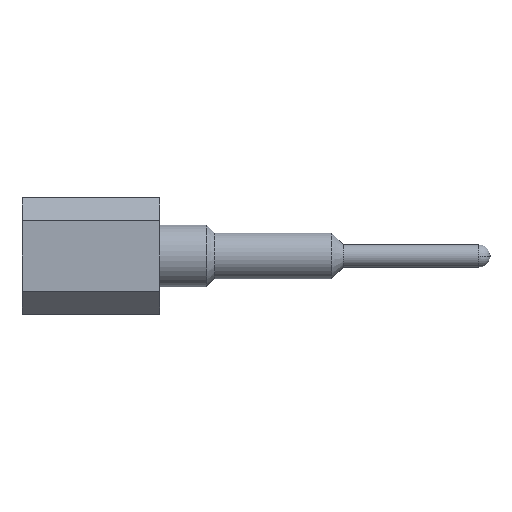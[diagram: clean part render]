
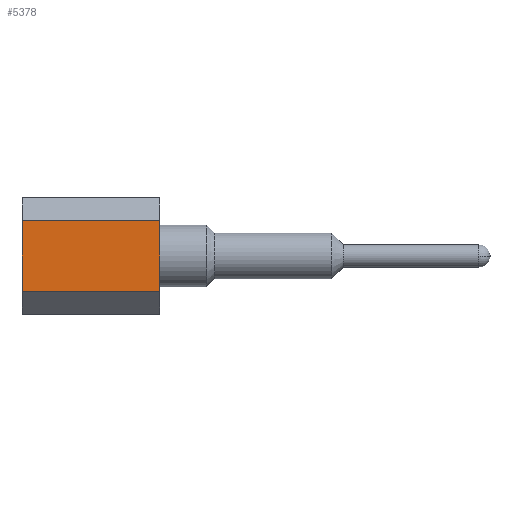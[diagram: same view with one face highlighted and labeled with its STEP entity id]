
A CAD part, left-side view. The second image highlights one B-rep face of the part: STEP entity #5378.
In plain terms, the highlighted planar face has unit normal (-1, 0, 0).
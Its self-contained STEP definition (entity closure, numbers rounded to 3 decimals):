
#98 = AXIS2_PLACEMENT_3D ( 'NONE', #3206, #6869, #4193 ) ;
#176 = LINE ( 'NONE', #1828, #4647 ) ;
#330 = CARTESIAN_POINT ( 'NONE',  ( -6.35, 7., -0.77 ) ) ;
#333 = CARTESIAN_POINT ( 'NONE',  ( -6.35, 7., -0.77 ) ) ;
#514 = EDGE_CURVE ( 'NONE', #4276, #2507, #176, .T. ) ;
#875 = CARTESIAN_POINT ( 'NONE',  ( -6.35, 4., -0.77 ) ) ;
#1825 = EDGE_LOOP ( 'NONE', ( #3910, #4593, #6642, #3319 ) ) ;
#1828 = CARTESIAN_POINT ( 'NONE',  ( -6.35, 7., 0.77 ) ) ;
#2507 = VERTEX_POINT ( 'NONE', #6824 ) ;
#2891 = EDGE_CURVE ( 'NONE', #5005, #5085, #5895, .T. ) ;
#3206 = CARTESIAN_POINT ( 'NONE',  ( -6.35, 7., -0.77 ) ) ;
#3262 = EDGE_CURVE ( 'NONE', #5005, #4276, #6215, .T. ) ;
#3319 = ORIENTED_EDGE ( 'NONE', *, *, #2891, .T. ) ;
#3364 = VECTOR ( 'NONE', #4118, 1000. ) ;
#3697 = LINE ( 'NONE', #875, #3364 ) ;
#3910 = ORIENTED_EDGE ( 'NONE', *, *, #4138, .T. ) ;
#4075 = VECTOR ( 'NONE', #5489, 1000. ) ;
#4116 = FACE_OUTER_BOUND ( 'NONE', #1825, .T. ) ;
#4118 = DIRECTION ( 'NONE',  ( 0., 0., 1. ) ) ;
#4138 = EDGE_CURVE ( 'NONE', #5085, #2507, #3697, .T. ) ;
#4193 = DIRECTION ( 'NONE',  ( 0., 0., -1. ) ) ;
#4276 = VERTEX_POINT ( 'NONE', #5755 ) ;
#4593 = ORIENTED_EDGE ( 'NONE', *, *, #514, .F. ) ;
#4647 = VECTOR ( 'NONE', #6543, 1000. ) ;
#4767 = PLANE ( 'NONE',  #98 ) ;
#5005 = VERTEX_POINT ( 'NONE', #333 ) ;
#5085 = VERTEX_POINT ( 'NONE', #6281 ) ;
#5378 = ADVANCED_FACE ( 'NONE', ( #4116 ), #4767, .F. ) ;
#5489 = DIRECTION ( 'NONE',  ( 0., 0., 1. ) ) ;
#5652 = DIRECTION ( 'NONE',  ( 0., -1., 0. ) ) ;
#5755 = CARTESIAN_POINT ( 'NONE',  ( -6.35, 7., 0.77 ) ) ;
#5895 = LINE ( 'NONE', #330, #6308 ) ;
#6215 = LINE ( 'NONE', #6528, #4075 ) ;
#6281 = CARTESIAN_POINT ( 'NONE',  ( -6.35, 4., -0.77 ) ) ;
#6308 = VECTOR ( 'NONE', #5652, 1000. ) ;
#6528 = CARTESIAN_POINT ( 'NONE',  ( -6.35, 7., -0.77 ) ) ;
#6543 = DIRECTION ( 'NONE',  ( 0., -1., 0. ) ) ;
#6642 = ORIENTED_EDGE ( 'NONE', *, *, #3262, .F. ) ;
#6824 = CARTESIAN_POINT ( 'NONE',  ( -6.35, 4., 0.77 ) ) ;
#6869 = DIRECTION ( 'NONE',  ( 1., 0., 0. ) ) ;
